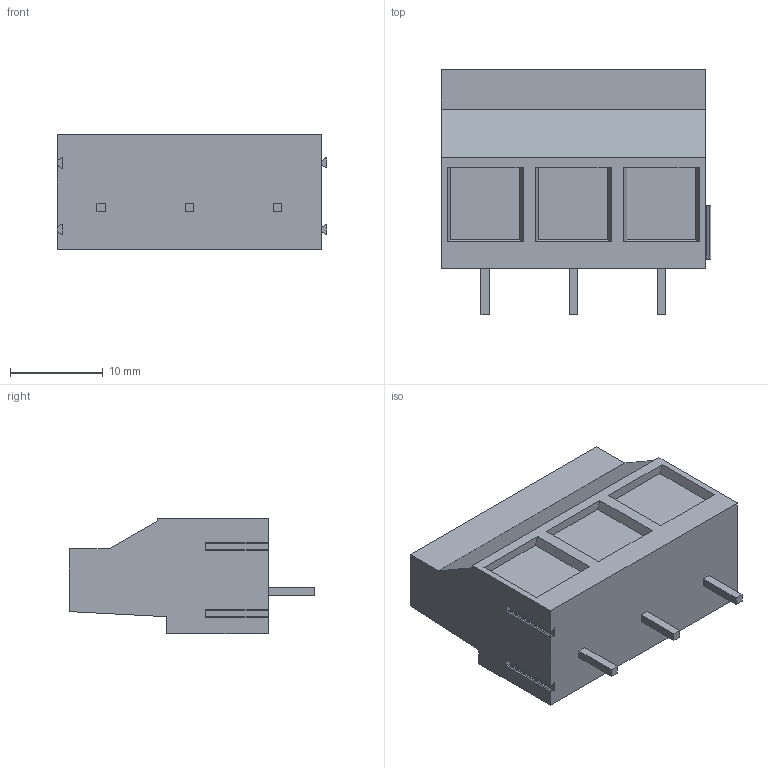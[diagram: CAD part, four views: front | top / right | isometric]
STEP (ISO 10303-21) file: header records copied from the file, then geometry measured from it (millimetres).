
FILE_DESCRIPTION((''),'2;1');
FILE_NAME('C-796739-3','2021-07-06T04:18:38',('workeradm'),('TE Connectivity Ltd.'),'CREO PARAMETRIC BY PTC INC, 2019292','CREO PARAMETRIC BY PTC INC, 2019292','');
FILE_SCHEMA(('AUTOMOTIVE_DESIGN { 1 0 10303 214 1 1 1 1 }'));
Length unit declared in the file: millimetre
Products named in the file (1): C-796739-3
Bounding box: 29.16 x 26.5 x 12.5 mm (x, y, z)
Volume: 5953.5 mm3; surface area: 2776.3 mm2
Topology: 1 solids, 1 shells, 195 faces, 486 edges, 322 vertices
Faces by surface type: plane 143, cylinder 46, torus 6
Entity records: 8022 total; most frequent: CARTESIAN_POINT 1535, ORIENTED_EDGE 972, DIRECTION 866, PRESENTATION_STYLE_ASSIGNMENT 487, STYLED_ITEM 487, CURVE_STYLE 486, EDGE_CURVE 486, VECTOR 340
